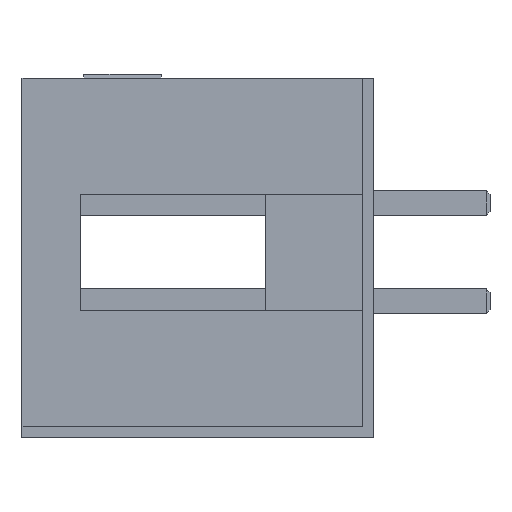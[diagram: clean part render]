
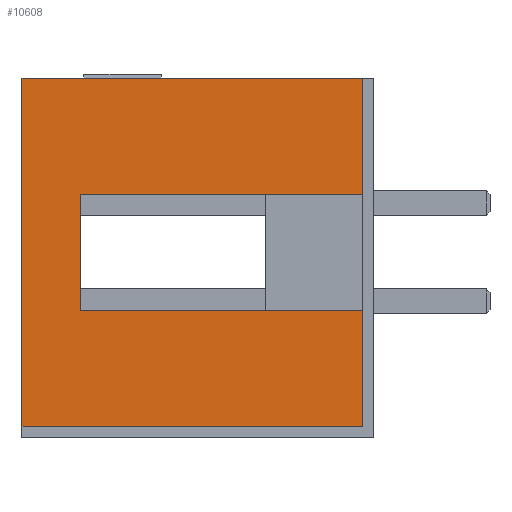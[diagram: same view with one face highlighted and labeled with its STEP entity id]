
A CAD part, left-side view. The second image highlights one B-rep face of the part: STEP entity #10608.
In plain terms, the highlighted planar face has unit normal (-1, 0, 0).
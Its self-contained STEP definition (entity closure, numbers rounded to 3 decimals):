
#90 = LINE ( 'NONE', #3049, #11089 ) ;
#449 = DIRECTION ( 'NONE',  ( 0., 0., -1. ) ) ;
#1011 = EDGE_CURVE ( 'NONE', #2736, #4626, #8946, .T. ) ;
#1181 = EDGE_CURVE ( 'NONE', #7485, #9242, #8097, .T. ) ;
#1377 = ORIENTED_EDGE ( 'NONE', *, *, #6070, .F. ) ;
#1892 = CARTESIAN_POINT ( 'NONE',  ( -13.96, 9.1, 0. ) ) ;
#1913 = DIRECTION ( 'NONE',  ( 0., 0., -1. ) ) ;
#2061 = DIRECTION ( 'NONE',  ( 0., 0., -1. ) ) ;
#2448 = CARTESIAN_POINT ( 'NONE',  ( -13.96, 7.6, -1.5 ) ) ;
#2733 = VECTOR ( 'NONE', #12183, 1000. ) ;
#2736 = VERTEX_POINT ( 'NONE', #3519 ) ;
#2852 = ORIENTED_EDGE ( 'NONE', *, *, #1011, .T. ) ;
#2957 = CARTESIAN_POINT ( 'NONE',  ( -13.96, 0.3, -4.5 ) ) ;
#3049 = CARTESIAN_POINT ( 'NONE',  ( -13.96, 7.6, 0. ) ) ;
#3060 = CARTESIAN_POINT ( 'NONE',  ( -13.96, 0.3, 1.5 ) ) ;
#3087 = CARTESIAN_POINT ( 'NONE',  ( -13.96, 7.6, -1.5 ) ) ;
#3111 = DIRECTION ( 'NONE',  ( 0., 0., 1. ) ) ;
#3233 = DIRECTION ( 'NONE',  ( 0., -1., 0. ) ) ;
#3239 = EDGE_CURVE ( 'NONE', #3264, #2736, #10981, .T. ) ;
#3264 = VERTEX_POINT ( 'NONE', #8895 ) ;
#3519 = CARTESIAN_POINT ( 'NONE',  ( -13.96, 9.1, -4.5 ) ) ;
#3686 = DIRECTION ( 'NONE',  ( 0., -1., 0. ) ) ;
#3808 = CARTESIAN_POINT ( 'NONE',  ( -13.96, 0.3, 4.5 ) ) ;
#4021 = DIRECTION ( 'NONE',  ( 0., -1., 0. ) ) ;
#4198 = ORIENTED_EDGE ( 'NONE', *, *, #3239, .T. ) ;
#4626 = VERTEX_POINT ( 'NONE', #2957 ) ;
#4713 = EDGE_LOOP ( 'NONE', ( #8420, #6425, #10594, #7326, #1377, #9822, #4198, #2852 ) ) ;
#5267 = CARTESIAN_POINT ( 'NONE',  ( -13.96, 0.3, -1.5 ) ) ;
#5509 = VECTOR ( 'NONE', #1913, 1000. ) ;
#5638 = VERTEX_POINT ( 'NONE', #3087 ) ;
#5787 = VERTEX_POINT ( 'NONE', #5267 ) ;
#6070 = EDGE_CURVE ( 'NONE', #11090, #9242, #11258, .T. ) ;
#6299 = EDGE_CURVE ( 'NONE', #5638, #7485, #90, .T. ) ;
#6393 = EDGE_CURVE ( 'NONE', #5638, #5787, #8379, .T. ) ;
#6425 = ORIENTED_EDGE ( 'NONE', *, *, #6393, .F. ) ;
#6468 = VECTOR ( 'NONE', #3233, 1000. ) ;
#6703 = LINE ( 'NONE', #7813, #5509 ) ;
#7197 = AXIS2_PLACEMENT_3D ( 'NONE', #11873, #8035, #3111 ) ;
#7272 = CARTESIAN_POINT ( 'NONE',  ( -13.96, 0.3, 0. ) ) ;
#7324 = VECTOR ( 'NONE', #449, 1000. ) ;
#7326 = ORIENTED_EDGE ( 'NONE', *, *, #1181, .T. ) ;
#7485 = VERTEX_POINT ( 'NONE', #7783 ) ;
#7631 = VECTOR ( 'NONE', #3686, 1000. ) ;
#7783 = CARTESIAN_POINT ( 'NONE',  ( -13.96, 7.6, 1.5 ) ) ;
#7813 = CARTESIAN_POINT ( 'NONE',  ( -13.96, 0.3, 0. ) ) ;
#7827 = LINE ( 'NONE', #9793, #7631 ) ;
#7913 = FACE_OUTER_BOUND ( 'NONE', #4713, .T. ) ;
#8014 = CARTESIAN_POINT ( 'NONE',  ( -13.96, 7.6, 1.5 ) ) ;
#8035 = DIRECTION ( 'NONE',  ( -1., 0., 0. ) ) ;
#8097 = LINE ( 'NONE', #8014, #6468 ) ;
#8379 = LINE ( 'NONE', #2448, #2733 ) ;
#8420 = ORIENTED_EDGE ( 'NONE', *, *, #11030, .F. ) ;
#8895 = CARTESIAN_POINT ( 'NONE',  ( -13.96, 9.1, 4.5 ) ) ;
#8946 = LINE ( 'NONE', #10784, #12679 ) ;
#9242 = VERTEX_POINT ( 'NONE', #3060 ) ;
#9793 = CARTESIAN_POINT ( 'NONE',  ( -13.96, 9.1, 4.5 ) ) ;
#9822 = ORIENTED_EDGE ( 'NONE', *, *, #9910, .F. ) ;
#9910 = EDGE_CURVE ( 'NONE', #3264, #11090, #7827, .T. ) ;
#10594 = ORIENTED_EDGE ( 'NONE', *, *, #6299, .T. ) ;
#10608 = ADVANCED_FACE ( 'NONE', ( #7913 ), #10721, .T. ) ;
#10721 = PLANE ( 'NONE',  #7197 ) ;
#10784 = CARTESIAN_POINT ( 'NONE',  ( -13.96, 9.1, -4.5 ) ) ;
#10864 = DIRECTION ( 'NONE',  ( 0., 0., 1. ) ) ;
#10981 = LINE ( 'NONE', #1892, #11396 ) ;
#11030 = EDGE_CURVE ( 'NONE', #5787, #4626, #6703, .T. ) ;
#11089 = VECTOR ( 'NONE', #10864, 1000. ) ;
#11090 = VERTEX_POINT ( 'NONE', #3808 ) ;
#11258 = LINE ( 'NONE', #7272, #7324 ) ;
#11396 = VECTOR ( 'NONE', #2061, 1000. ) ;
#11873 = CARTESIAN_POINT ( 'NONE',  ( -13.96, 9.1, 0. ) ) ;
#12183 = DIRECTION ( 'NONE',  ( 0., -1., 0. ) ) ;
#12679 = VECTOR ( 'NONE', #4021, 1000. ) ;
